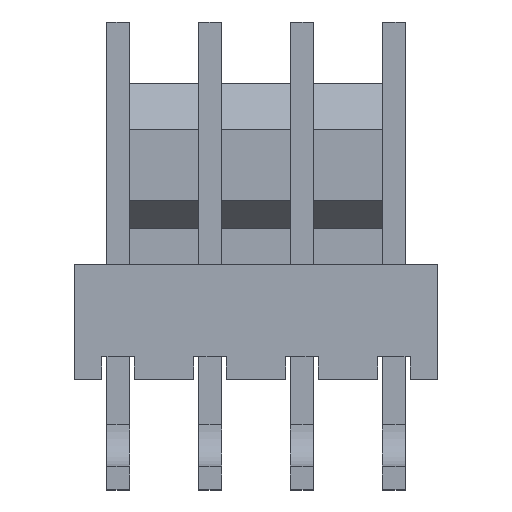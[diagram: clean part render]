
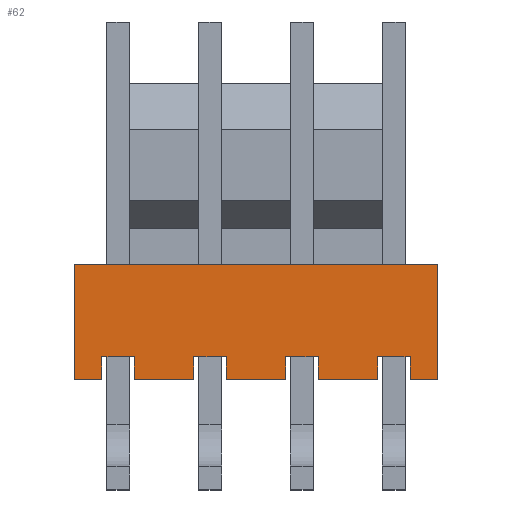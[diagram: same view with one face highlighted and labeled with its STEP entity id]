
A CAD part, top view. The second image highlights one B-rep face of the part: STEP entity #62.
In plain terms, the highlighted planar face has unit normal (0, 0, 1).
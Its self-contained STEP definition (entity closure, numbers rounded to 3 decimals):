
#62=ADVANCED_FACE('',(#168),#169,.T.);
#168=FACE_OUTER_BOUND('',#376,.T.);
#169=PLANE('',#377);
#376=EDGE_LOOP('',(#592,#593,#594,#595,#596,#597,#598,#599,#600,#601,#602,#603,#604,#605,#606,#607,#608,#609,#610,#611));
#377=AXIS2_PLACEMENT_3D('',#612,#613,#614);
#592=ORIENTED_EDGE('',*,*,#1380,.F.);
#593=ORIENTED_EDGE('',*,*,#1381,.F.);
#594=ORIENTED_EDGE('',*,*,#1382,.T.);
#595=ORIENTED_EDGE('',*,*,#1383,.F.);
#596=ORIENTED_EDGE('',*,*,#1384,.F.);
#597=ORIENTED_EDGE('',*,*,#1375,.T.);
#598=ORIENTED_EDGE('',*,*,#1385,.T.);
#599=ORIENTED_EDGE('',*,*,#1386,.T.);
#600=ORIENTED_EDGE('',*,*,#1387,.F.);
#601=ORIENTED_EDGE('',*,*,#1388,.F.);
#602=ORIENTED_EDGE('',*,*,#1389,.T.);
#603=ORIENTED_EDGE('',*,*,#1390,.T.);
#604=ORIENTED_EDGE('',*,*,#1391,.F.);
#605=ORIENTED_EDGE('',*,*,#1392,.F.);
#606=ORIENTED_EDGE('',*,*,#1393,.T.);
#607=ORIENTED_EDGE('',*,*,#1394,.T.);
#608=ORIENTED_EDGE('',*,*,#1395,.F.);
#609=ORIENTED_EDGE('',*,*,#1396,.F.);
#610=ORIENTED_EDGE('',*,*,#1397,.T.);
#611=ORIENTED_EDGE('',*,*,#1398,.T.);
#612=CARTESIAN_POINT('',(-5.004,1.588,3.175));
#613=DIRECTION('',(0.0,0.0,1.0));
#614=DIRECTION('',(1.0,0.0,0.0));
#1375=EDGE_CURVE('',#1646,#1650,#1652,.T.);
#1380=EDGE_CURVE('',#1661,#1662,#1663,.T.);
#1381=EDGE_CURVE('',#1664,#1661,#1665,.T.);
#1382=EDGE_CURVE('',#1664,#1666,#1667,.T.);
#1383=EDGE_CURVE('',#1668,#1666,#1669,.T.);
#1384=EDGE_CURVE('',#1646,#1668,#1670,.T.);
#1385=EDGE_CURVE('',#1650,#1671,#1672,.T.);
#1386=EDGE_CURVE('',#1671,#1673,#1674,.T.);
#1387=EDGE_CURVE('',#1675,#1673,#1676,.T.);
#1388=EDGE_CURVE('',#1677,#1675,#1678,.T.);
#1389=EDGE_CURVE('',#1677,#1679,#1680,.T.);
#1390=EDGE_CURVE('',#1679,#1681,#1682,.T.);
#1391=EDGE_CURVE('',#1683,#1681,#1684,.T.);
#1392=EDGE_CURVE('',#1685,#1683,#1686,.T.);
#1393=EDGE_CURVE('',#1685,#1687,#1688,.T.);
#1394=EDGE_CURVE('',#1687,#1689,#1690,.T.);
#1395=EDGE_CURVE('',#1691,#1689,#1692,.T.);
#1396=EDGE_CURVE('',#1693,#1691,#1694,.T.);
#1397=EDGE_CURVE('',#1693,#1695,#1696,.T.);
#1398=EDGE_CURVE('',#1695,#1662,#1697,.T.);
#1646=VERTEX_POINT('',#2061);
#1650=VERTEX_POINT('',#2067);
#1652=LINE('',#2070,#2071);
#1661=VERTEX_POINT('',#2084);
#1662=VERTEX_POINT('',#2085);
#1663=LINE('',#2086,#2087);
#1664=VERTEX_POINT('',#2088);
#1665=LINE('',#2089,#2090);
#1666=VERTEX_POINT('',#2091);
#1667=LINE('',#2092,#2093);
#1668=VERTEX_POINT('',#2094);
#1669=LINE('',#2095,#2096);
#1670=LINE('',#2097,#2098);
#1671=VERTEX_POINT('',#2099);
#1672=LINE('',#2100,#2101);
#1673=VERTEX_POINT('',#2102);
#1674=LINE('',#2103,#2104);
#1675=VERTEX_POINT('',#2105);
#1676=LINE('',#2106,#2107);
#1677=VERTEX_POINT('',#2108);
#1678=LINE('',#2109,#2110);
#1679=VERTEX_POINT('',#2111);
#1680=LINE('',#2112,#2113);
#1681=VERTEX_POINT('',#2114);
#1682=LINE('',#2115,#2116);
#1683=VERTEX_POINT('',#2117);
#1684=LINE('',#2118,#2119);
#1685=VERTEX_POINT('',#2120);
#1686=LINE('',#2121,#2122);
#1687=VERTEX_POINT('',#2123);
#1688=LINE('',#2124,#2125);
#1689=VERTEX_POINT('',#2126);
#1690=LINE('',#2127,#2128);
#1691=VERTEX_POINT('',#2129);
#1692=LINE('',#2130,#2131);
#1693=VERTEX_POINT('',#2132);
#1694=LINE('',#2133,#2134);
#1695=VERTEX_POINT('',#2135);
#1696=LINE('',#2136,#2137);
#1697=LINE('',#2138,#2139);
#2061=CARTESIAN_POINT('',(-5.004,1.588,3.175));
#2067=CARTESIAN_POINT('',(-5.004,-1.588,3.175));
#2070=CARTESIAN_POINT('',(-5.004,1.588,3.175));
#2071=VECTOR('',#2711,3.175);
#2084=CARTESIAN_POINT('',(4.255,-0.953,3.175));
#2085=CARTESIAN_POINT('',(3.366,-0.953,3.175));
#2086=CARTESIAN_POINT('',(4.255,-0.953,3.175));
#2087=VECTOR('',#2716,0.889);
#2088=CARTESIAN_POINT('',(4.255,-1.588,3.175));
#2089=CARTESIAN_POINT('',(4.255,-1.588,3.175));
#2090=VECTOR('',#2717,0.635);
#2091=CARTESIAN_POINT('',(5.004,-1.588,3.175));
#2092=CARTESIAN_POINT('',(4.255,-1.588,3.175));
#2093=VECTOR('',#2718,0.749);
#2094=CARTESIAN_POINT('',(5.004,1.588,3.175));
#2095=CARTESIAN_POINT('',(5.004,1.588,3.175));
#2096=VECTOR('',#2719,3.175);
#2097=CARTESIAN_POINT('',(-5.004,1.588,3.175));
#2098=VECTOR('',#2720,10.008);
#2099=CARTESIAN_POINT('',(-4.255,-1.588,3.175));
#2100=CARTESIAN_POINT('',(-5.004,-1.588,3.175));
#2101=VECTOR('',#2721,0.749);
#2102=CARTESIAN_POINT('',(-4.255,-0.953,3.175));
#2103=CARTESIAN_POINT('',(-4.255,-1.588,3.175));
#2104=VECTOR('',#2722,0.635);
#2105=CARTESIAN_POINT('',(-3.366,-0.953,3.175));
#2106=CARTESIAN_POINT('',(-3.366,-0.953,3.175));
#2107=VECTOR('',#2723,0.889);
#2108=CARTESIAN_POINT('',(-3.366,-1.588,3.175));
#2109=CARTESIAN_POINT('',(-3.366,-1.588,3.175));
#2110=VECTOR('',#2724,0.635);
#2111=CARTESIAN_POINT('',(-1.715,-1.588,3.175));
#2112=CARTESIAN_POINT('',(-3.366,-1.588,3.175));
#2113=VECTOR('',#2725,1.651);
#2114=CARTESIAN_POINT('',(-1.715,-0.953,3.175));
#2115=CARTESIAN_POINT('',(-1.715,-1.588,3.175));
#2116=VECTOR('',#2726,0.635);
#2117=CARTESIAN_POINT('',(-0.826,-0.953,3.175));
#2118=CARTESIAN_POINT('',(-0.826,-0.953,3.175));
#2119=VECTOR('',#2727,0.889);
#2120=CARTESIAN_POINT('',(-0.826,-1.588,3.175));
#2121=CARTESIAN_POINT('',(-0.826,-1.588,3.175));
#2122=VECTOR('',#2728,0.635);
#2123=CARTESIAN_POINT('',(0.826,-1.588,3.175));
#2124=CARTESIAN_POINT('',(-0.826,-1.588,3.175));
#2125=VECTOR('',#2729,1.651);
#2126=CARTESIAN_POINT('',(0.826,-0.953,3.175));
#2127=CARTESIAN_POINT('',(0.826,-1.588,3.175));
#2128=VECTOR('',#2730,0.635);
#2129=CARTESIAN_POINT('',(1.715,-0.953,3.175));
#2130=CARTESIAN_POINT('',(1.715,-0.953,3.175));
#2131=VECTOR('',#2731,0.889);
#2132=CARTESIAN_POINT('',(1.715,-1.588,3.175));
#2133=CARTESIAN_POINT('',(1.715,-1.588,3.175));
#2134=VECTOR('',#2732,0.635);
#2135=CARTESIAN_POINT('',(3.366,-1.588,3.175));
#2136=CARTESIAN_POINT('',(1.715,-1.588,3.175));
#2137=VECTOR('',#2733,1.651);
#2138=CARTESIAN_POINT('',(3.366,-1.588,3.175));
#2139=VECTOR('',#2734,0.635);
#2711=DIRECTION('',(0.0,-1.0,0.0));
#2716=DIRECTION('',(-1.0,0.0,0.0));
#2717=DIRECTION('',(0.0,1.0,0.0));
#2718=DIRECTION('',(1.0,0.0,0.0));
#2719=DIRECTION('',(0.0,-1.0,0.0));
#2720=DIRECTION('',(1.0,0.0,0.0));
#2721=DIRECTION('',(1.0,0.0,0.0));
#2722=DIRECTION('',(0.0,1.0,0.0));
#2723=DIRECTION('',(-1.0,0.0,0.0));
#2724=DIRECTION('',(0.0,1.0,0.0));
#2725=DIRECTION('',(1.0,0.0,0.0));
#2726=DIRECTION('',(0.0,1.0,0.0));
#2727=DIRECTION('',(-1.0,0.0,0.0));
#2728=DIRECTION('',(0.0,1.0,0.0));
#2729=DIRECTION('',(1.0,0.0,0.0));
#2730=DIRECTION('',(0.0,1.0,0.0));
#2731=DIRECTION('',(-1.0,0.0,0.0));
#2732=DIRECTION('',(0.0,1.0,0.0));
#2733=DIRECTION('',(1.0,0.0,0.0));
#2734=DIRECTION('',(0.0,1.0,0.0));
